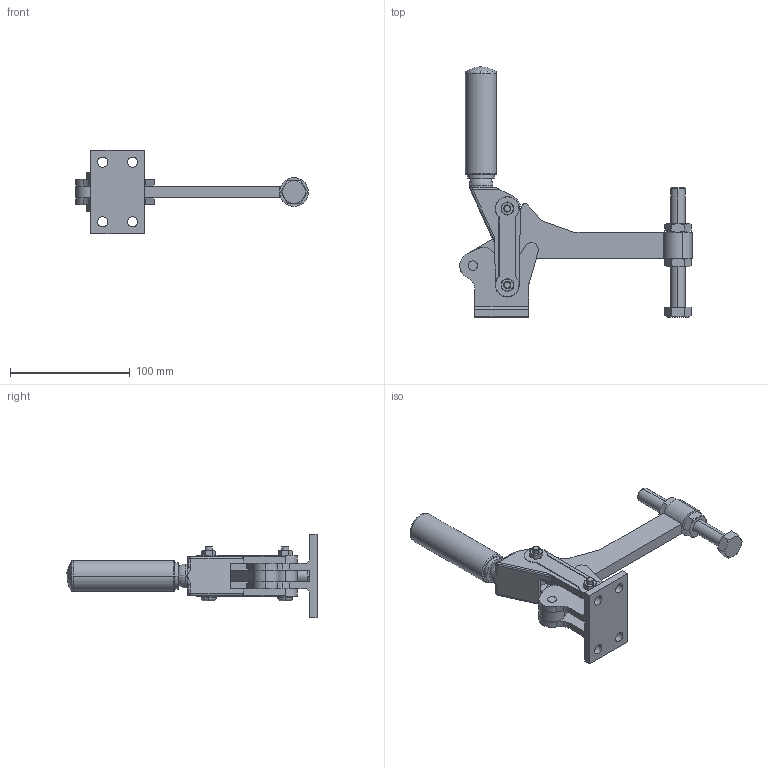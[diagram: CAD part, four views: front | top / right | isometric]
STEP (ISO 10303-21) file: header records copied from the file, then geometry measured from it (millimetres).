
FILE_DESCRIPTION((''),'2;1');
FILE_NAME('M19 SB-125.stp','2004-01-13T09:59:01',('Administrator'),(''),'Autodesk Inventor (R) 6.0','Autodesk Inventor (R) 6.0','');
FILE_SCHEMA(('AUTOMOTIVE_DESIGN { 1 0 10303 214 1 1 1 1 }'));
Length unit declared in the file: millimetre
Products named in the file (8): M19 SB-125; M19 SB-1251; M19 SB-1252; M19 SB-1253; M19 SB-1254; M19 SB-1255; M19 SB-1256; M19 SB-1257
Assembly tree (7 placements, depth 2):
  M19 SB-125
    M19 SB-1251
    M19 SB-1252
    M19 SB-1253
    M19 SB-1254
    M19 SB-1255
    M19 SB-1256
    M19 SB-1257
Bounding box: 194.6 x 209.19 x 70 mm (x, y, z)
Volume: 221234.4 mm3; surface area: 71558.7 mm2
Topology: 7 solids, 7 shells, 333 faces, 857 edges, 545 vertices
Faces by surface type: cylinder 133, plane 111, cone 40, bspline 23, torus 20, sphere 6
Entity records: 10975 total; most frequent: CARTESIAN_POINT 2687, DIRECTION 1780, ORIENTED_EDGE 1696, EDGE_CURVE 848, AXIS2_PLACEMENT_3D 712, VERTEX_POINT 543, CIRCLE 379, EDGE_LOOP 379
